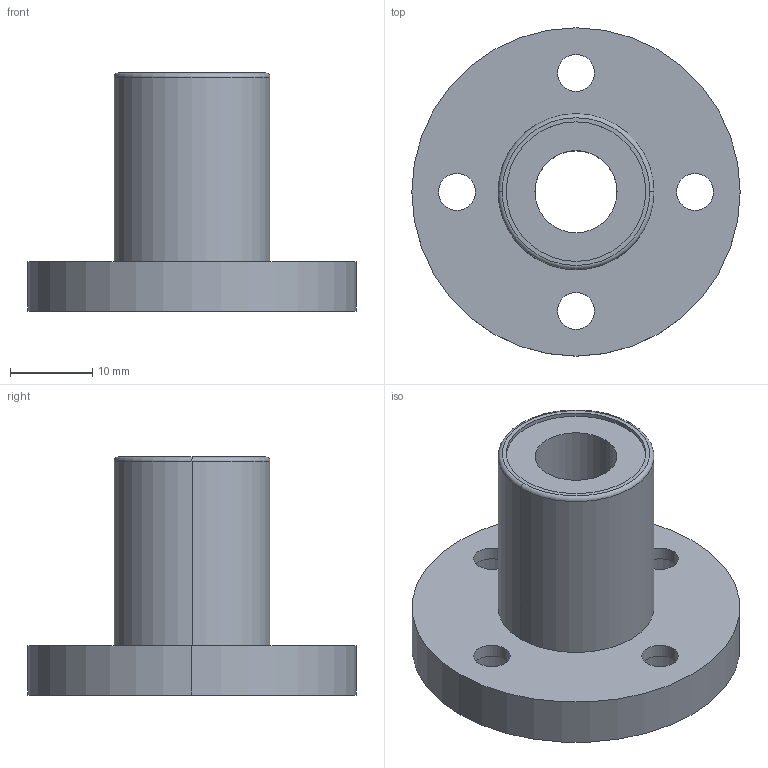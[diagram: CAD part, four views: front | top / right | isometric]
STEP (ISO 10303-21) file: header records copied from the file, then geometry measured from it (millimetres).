
FILE_DESCRIPTION (( 'STEP AP214' ), '1' );
FILE_NAME ('LMF10.STEP', '2025-12-02T19:58:44', ( '' ), ( '' ), 'SwSTEP 2.0', 'SolidWorks 2024', '' );
FILE_SCHEMA (( 'AUTOMOTIVE_DESIGN' ));
Length unit declared in the file: millimetre
Products named in the file (1): LMF10
Bounding box: 40 x 40 x 29 mm (x, y, z)
Volume: 10600.6 mm3; surface area: 6145.9 mm2
Topology: 1 solids, 1 shells, 316 faces, 868 edges, 566 vertices
Faces by surface type: plane 169, bspline 105, cylinder 40, torus 2
Entity records: 15358 total; most frequent: CARTESIAN_POINT 7985, ORIENTED_EDGE 1736, DIRECTION 1180, EDGE_CURVE 868, VERTEX_POINT 566, LINE 494, VECTOR 494, AXIS2_PLACEMENT_3D 343
